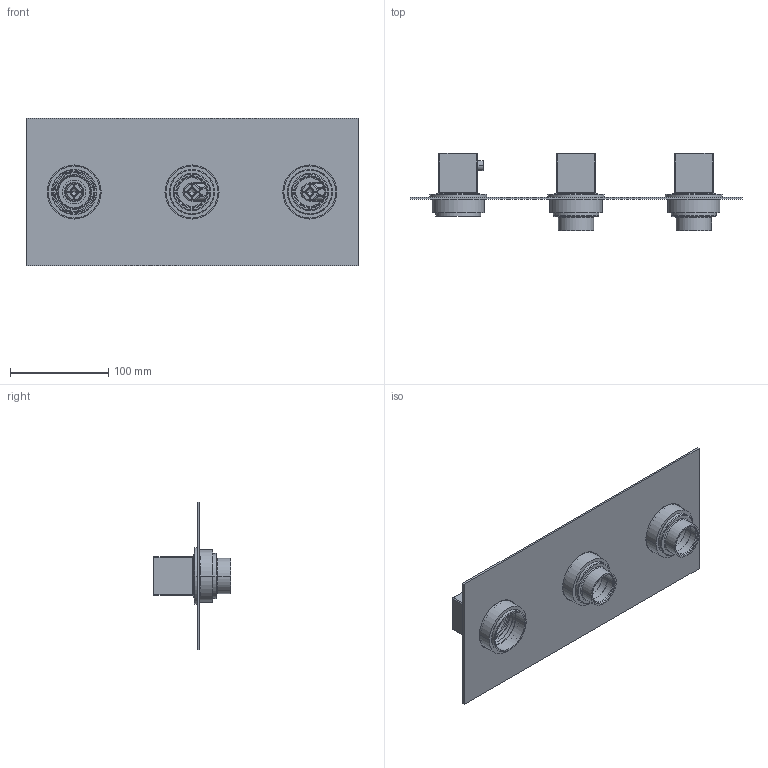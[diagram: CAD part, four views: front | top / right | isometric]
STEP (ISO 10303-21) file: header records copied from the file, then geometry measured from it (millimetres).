
FILE_DESCRIPTION((''),'2;1');
FILE_NAME('RA01V200_ASM','2020-06-23T',('AdrianoZ'),(''),'PRO/ENGINEER BY PARAMETRIC TECHNOLOGY CORPORATION, 2004150','PRO/ENGINEER BY PARAMETRIC TECHNOLOGY CORPORATION, 2004150','');
FILE_SCHEMA(('CONFIG_CONTROL_DESIGN'));
Length unit declared in the file: millimetre
Products named in the file (17): PI_103; CP_17; CP_92; 32148; PG_18; LI_03FV_RR; CM_131_03; PU_09_AF0; PE_15_AF0; MO_14; CM_131_CP6_ASM; IN_05; 05_CM_131_CP6_ASM; CM_132; CM_132_CP1_ASM; 05_CM_132_CP1_ASM; RA01V200_ASM
Assembly tree (25 placements, depth 4):
  RA01V200_ASM
    PI_103
    CP_17
    CP_92  x2
    32148  x3
    PG_18  x3
    LI_03FV_RR
    05_CM_131_CP6_ASM
      CM_131_CP6_ASM
        CM_131_03
        PU_09_AF0
        PE_15_AF0
        MO_14
      IN_05
      LI_03FV_RR
    05_CM_132_CP1_ASM  x2
      CM_132_CP1_ASM
        CM_132
        IN_05
      IN_05
Bounding box: 338 x 78.6 x 150 mm (x, y, z)
Volume: 259429.6 mm3; surface area: 228900 mm2
Topology: 23 solids, 43 shells, 2645 faces, 6919 edges, 4355 vertices
Faces by surface type: plane 1687, cylinder 600, torus 185, cone 87, bspline 78, sphere 8
Entity records: 38902 total; most frequent: CARTESIAN_POINT 11197, DIRECTION 5750, ORIENTED_EDGE 5742, EDGE_CURVE 2891, AXIS2_PLACEMENT_3D 2076, VERTEX_POINT 1827, VECTOR 1598, LINE 1598
